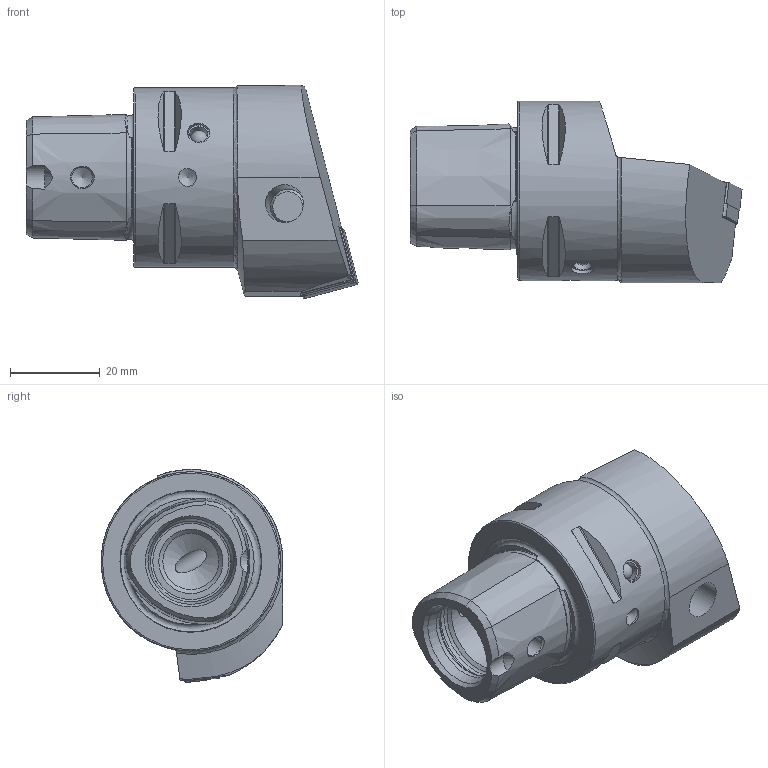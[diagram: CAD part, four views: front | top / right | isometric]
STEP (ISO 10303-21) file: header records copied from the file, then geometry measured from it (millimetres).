
FILE_DESCRIPTION (( 'STEP AP214' ), '1' );
FILE_NAME ('PS4.PSD.RBA.050.STEP', '2020-11-20T14:10:29', ( '' ), ( '' ), 'SwSTEP 2.0', 'SolidWorks 2017', '' );
FILE_SCHEMA (( 'AUTOMOTIVE_DESIGN' ));
Length unit declared in the file: millimetre
Products named in the file (8): WCD-ER4.101.017_A; WSD-ER2.101.003_A; WCD-ER3.101.000_A; SNMG120404; PS4-PSD.RBA.050_A_Fertigbearbeitung; KVT_MB_600_050; PS4.PSD.RBA.050; WCD-ER1.101.000
Assembly tree (7 placements, depth 2):
  PS4.PSD.RBA.050
    PS4-PSD.RBA.050_A_Fertigbearbeitung
    WSD-ER2.101.003_A
    WCD-ER1.101.000
    WCD-ER3.101.000_A
    WCD-ER4.101.017_A
    SNMG120404
    KVT_MB_600_050
Bounding box: 74 x 40.5 x 47.5 mm (x, y, z)
Volume: 52617.5 mm3; surface area: 15432.2 mm2
Topology: 8 solids, 8 shells, 261 faces, 649 edges, 402 vertices
Faces by surface type: plane 89, cone 79, cylinder 55, torus 25, bspline 12, sphere 1
Full cylindrical faces by diameter (mm): 3.55 x1, 4 x2, 4.2 x2, 4.6 x2, 5 x3, 5.16 x1, 6.4 x2, 7 x1, 7.9 x2, 8 x1, 8.4 x1, 12.5 x1, 18 x2, 20 x1, 40 x1
Entity records: 8592 total; most frequent: CARTESIAN_POINT 2699, ORIENTED_EDGE 1114, DIRECTION 1100, EDGE_CURVE 557, AXIS2_PLACEMENT_3D 443, VERTEX_POINT 380, EDGE_LOOP 341, FACE_OUTER_BOUND 289
